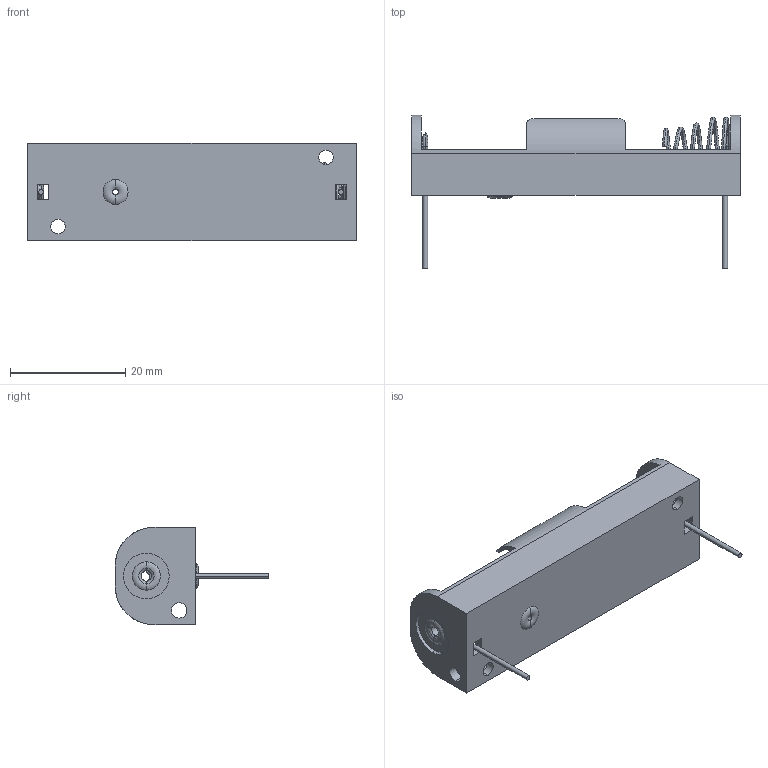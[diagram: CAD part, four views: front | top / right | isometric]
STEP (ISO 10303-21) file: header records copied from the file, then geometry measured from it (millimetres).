
FILE_DESCRIPTION (( 'STEP AP203' ), '1' );
FILE_NAME ('keystone-PN2460_without_ribbon.STEP', '2020-12-02T09:25:24', ( '' ), ( '' ), 'SwSTEP 2.0', 'SolidWorks 2019', '' );
FILE_SCHEMA (( 'CONFIG_CONTROL_DESIGN' ));
Length unit declared in the file: millimetre
Products named in the file (7): keystone-PN2460_without_ribbon; 2464-spring1.STEP; 2464-2.STEP; keystone-PN2460RB.STEP; 2460-2_for assemly.STEP; 2460-1RB.STEP; 2464-for ribon.STEP
Assembly tree (8 placements, depth 3):
  keystone-PN2460_without_ribbon
    keystone-PN2460RB.STEP
      2460-1RB.STEP
      2464-2.STEP  x2
      2464-spring1.STEP
      2460-2_for assemly.STEP  x2
      2464-for ribon.STEP
Bounding box: 57 x 26.64 x 16.89 mm (x, y, z)
Volume: 2869.3 mm3; surface area: 5534.3 mm2
Topology: 7 solids, 7 shells, 153 faces, 376 edges, 240 vertices
Faces by surface type: plane 73, cylinder 46, torus 28, bspline 6
Entity records: 7333 total; most frequent: CARTESIAN_POINT 3269, DIRECTION 714, ORIENTED_EDGE 664, EDGE_CURVE 332, AXIS2_PLACEMENT_3D 259, VERTEX_POINT 214, LINE 196, VECTOR 196
